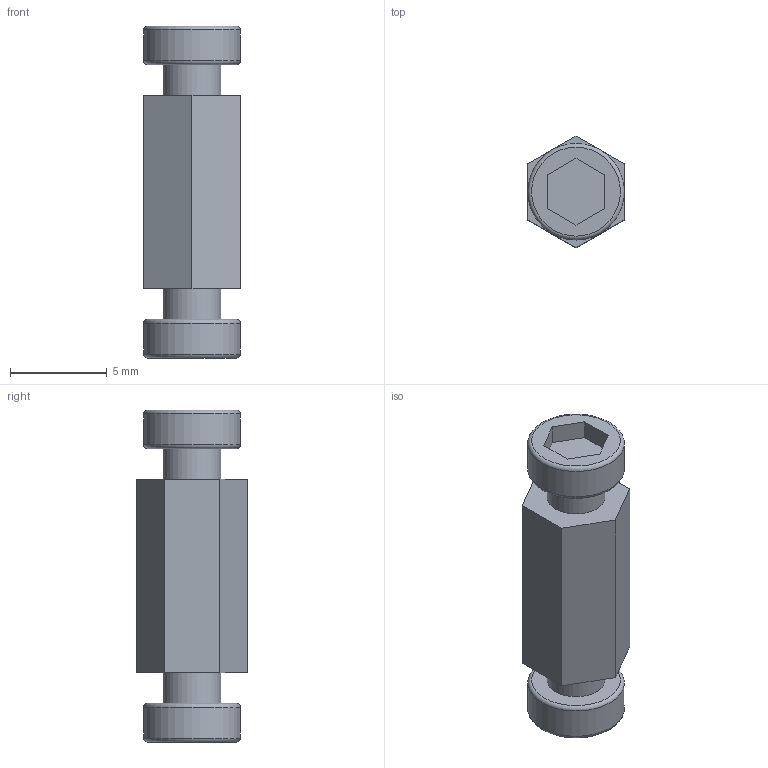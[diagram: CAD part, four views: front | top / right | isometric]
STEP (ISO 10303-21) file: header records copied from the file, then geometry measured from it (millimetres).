
FILE_DESCRIPTION(('FreeCAD Model'),'2;1');
FILE_NAME('Open CASCADE Shape Model','2023-01-07T02:54:42',(''),(''), 'Open CASCADE STEP processor 7.5','FreeCAD','Unknown');
FILE_SCHEMA(('AUTOMOTIVE_DESIGN { 1 0 10303 214 1 1 1 1 }'));
Length unit declared in the file: millimetre
Products named in the file (3): Unnamed2; Body
Assembly tree (3 placements, depth 2):
  Unnamed2
    Body
    Body  x2
Bounding box: 5 x 5.77 x 17.2 mm (x, y, z)
Volume: 278.9 mm3; surface area: 547.6 mm2
Topology: 3 solids, 3 shells, 37 faces, 77 edges, 50 vertices
Faces by surface type: plane 28, cylinder 5, torus 4
Full cylindrical faces by diameter (mm): 3 x3, 5 x2
Entity records: 695 total; most frequent: DIRECTION 113, CARTESIAN_POINT 108, ORIENTED_EDGE 98, EDGE_CURVE 49, LINE 39, VECTOR 39, AXIS2_PLACEMENT_3D 37, VERTEX_POINT 32
